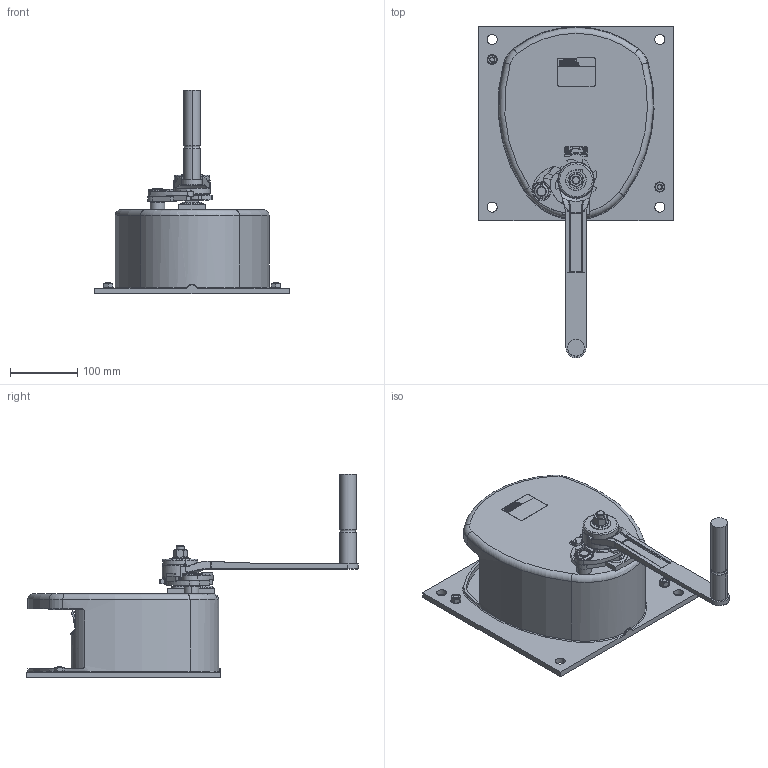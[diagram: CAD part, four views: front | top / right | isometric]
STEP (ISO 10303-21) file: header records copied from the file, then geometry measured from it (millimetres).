
FILE_DESCRIPTION(('Creo Elements/Direct Modeling STEP Export'),'2;1');
FILE_NAME('205047.stp','2022-04-14T14:38:01',(''),(''),'Creo Elements/Direct Modeling STEP processor for AP214 (Solid Model)','Creo Elements/Direct Modeling 20.1C 13-Oct-2019 (C) Parametric Technology GmbH','');
FILE_SCHEMA(('AUTOMOTIVE_DESIGN { 1 0 10303 214 1 1 1 1 }'));
Length unit declared in the file: millimetre
Products named in the file (3): Kurbel_101397; Winde; Seilwinde_Typ_220_0_75_205047
Assembly tree (2 placements, depth 2):
  Seilwinde_Typ_220_0_75_205047
    Winde
    Kurbel_101397
Bounding box: 290 x 495.1 x 304.06 mm (x, y, z)
Volume: 1859101.7 mm3; surface area: 699446.5 mm2
Topology: 2 solids, 4 shells, 1105 faces, 6290 edges, 5378 vertices
Faces by surface type: cylinder 463, plane 390, cone 105, bspline 74, torus 60, extrusion 9, sphere 4
Entity records: 93801 total; most frequent: CARTESIAN_POINT 42996, ORIENTED_EDGE 12560, DIRECTION 7953, EDGE_CURVE 6280, VERTEX_POINT 5378, VECTOR 4623, LINE 4613, AXIS2_PLACEMENT_3D 1665
